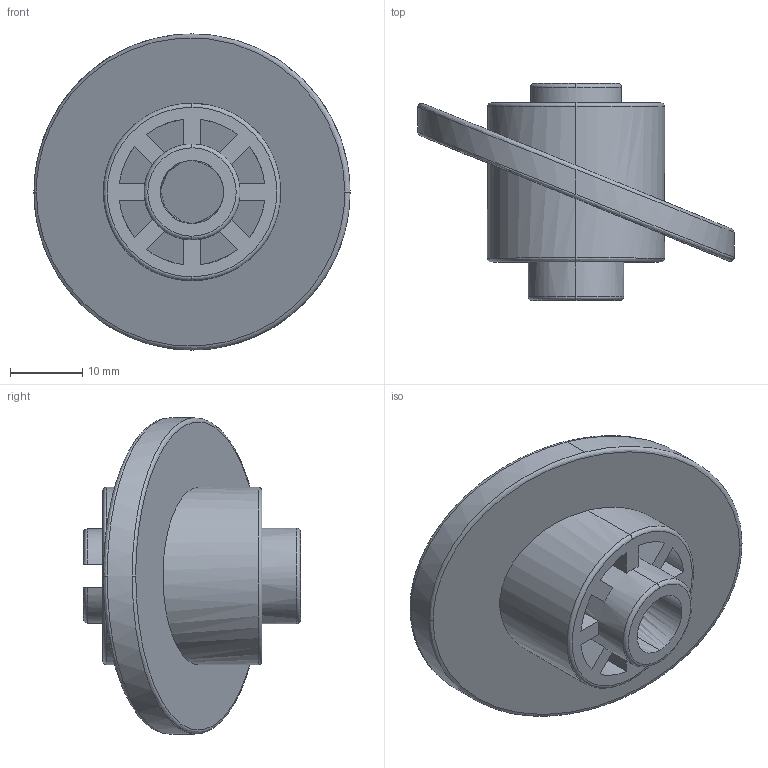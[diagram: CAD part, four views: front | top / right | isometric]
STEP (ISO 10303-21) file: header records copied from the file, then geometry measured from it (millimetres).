
FILE_DESCRIPTION(('FreeCAD Model'),'2;1');
FILE_NAME('Open CASCADE Shape Model','2025-05-28T16:08:34',('FreeCAD'),( 'FreeCAD'),'Open CASCADE STEP processor 7.6','FreeCAD','Unknown');
FILE_SCHEMA(('AUTOMOTIVE_DESIGN { 1 0 10303 214 1 1 1 1 }'));
Length unit declared in the file: millimetre
Products named in the file (1): Open CASCADE STEP translator 7.6 1
Bounding box: 43.83 x 30.09 x 43.83 mm (x, y, z)
Volume: 13113.4 mm3; surface area: 7696.4 mm2
Topology: 1 solids, 5 shells, 104 faces, 261 edges, 172 vertices
Faces by surface type: bspline 104
Entity records: 3432 total; most frequent: CARTESIAN_POINT 1930, ORIENTED_EDGE 522, EDGE_CURVE 261, VERTEX_POINT 172, B_SPLINE_CURVE_WITH_KNOTS 142, FACE_BOUND 109, EDGE_LOOP 109, ADVANCED_FACE 104
